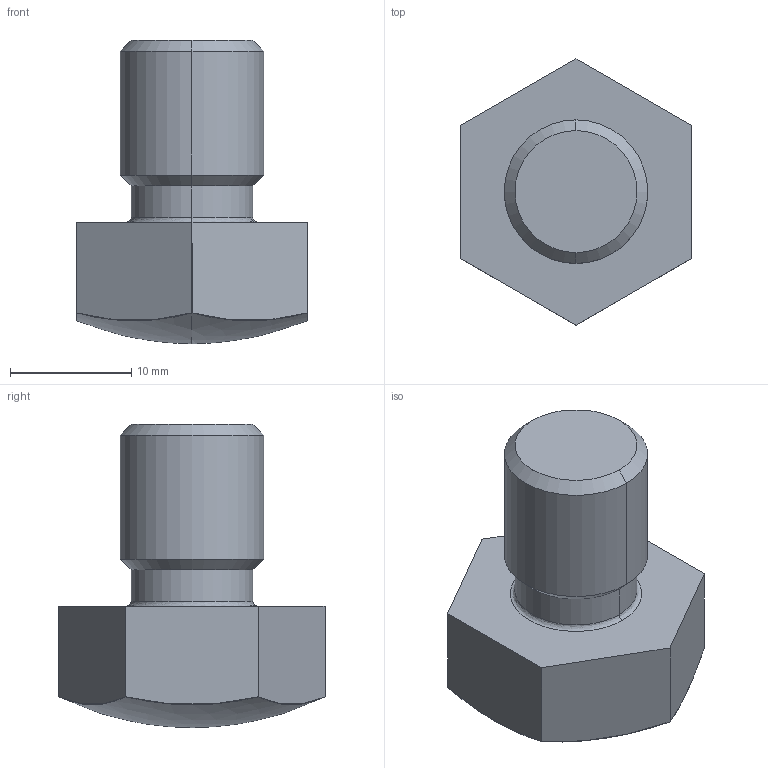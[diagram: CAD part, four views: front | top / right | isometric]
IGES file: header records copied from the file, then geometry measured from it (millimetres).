
Start section:  PTC IGES file: ilcm44211200.igs
Global section: file name: ilcm44211200.igs; native system: Pro/ENGINEER by Parametric Technology Corporation; preprocessor: 2007460; author: kr; organization: Unknown; date: 20121019.141526; units: millimetre
Bounding box: 19 x 21.94 x 25 mm (x, y, z)
Surface area: 2094.7 mm2 (no closed solid volume)
Topology: 0 solids, 0 shells, 22 faces, 134 edges, 164 vertices
Faces by surface type: revolution 14, bspline 8
